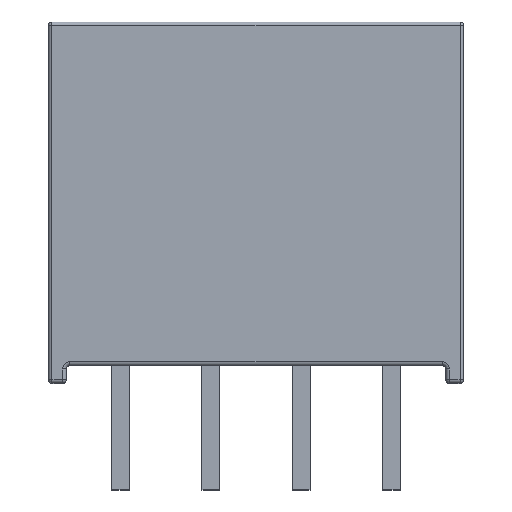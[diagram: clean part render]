
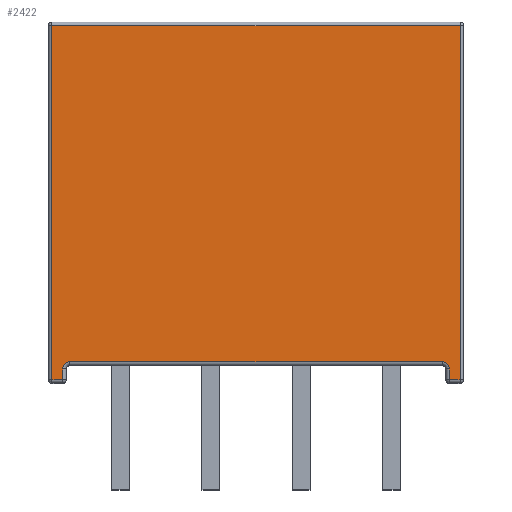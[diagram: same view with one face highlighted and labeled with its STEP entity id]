
A CAD part, top view. The second image highlights one B-rep face of the part: STEP entity #2422.
In plain terms, the highlighted planar face has unit normal (0, 0, 1).
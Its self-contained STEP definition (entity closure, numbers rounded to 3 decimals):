
#6 = AXIS2_PLACEMENT_3D ( 'NONE', #421, #1410, #2020 ) ;
#57 = VERTEX_POINT ( 'NONE', #2201 ) ;
#58 = CIRCLE ( 'NONE', #6, 0.2 ) ;
#68 = LINE ( 'NONE', #409, #2192 ) ;
#103 = EDGE_CURVE ( 'NONE', #339, #1429, #1786, .T. ) ;
#179 = DIRECTION ( 'NONE',  ( 1., 0., 0. ) ) ;
#192 = DIRECTION ( 'NONE',  ( 1., 0., 0. ) ) ;
#226 = VERTEX_POINT ( 'NONE', #1242 ) ;
#324 = CARTESIAN_POINT ( 'NONE',  ( -1.93, 10.06, 2. ) ) ;
#339 = VERTEX_POINT ( 'NONE', #2649 ) ;
#362 = ORIENTED_EDGE ( 'NONE', *, *, #1844, .F. ) ;
#409 = CARTESIAN_POINT ( 'NONE',  ( 9.55, 10.16, 2. ) ) ;
#421 = CARTESIAN_POINT ( 'NONE',  ( 9.05, 0.4, 2. ) ) ;
#440 = EDGE_CURVE ( 'NONE', #1429, #1029, #952, .T. ) ;
#442 = VECTOR ( 'NONE', #853, 1000. ) ;
#450 = VECTOR ( 'NONE', #2072, 1000. ) ;
#463 = VERTEX_POINT ( 'NONE', #2660 ) ;
#683 = FACE_OUTER_BOUND ( 'NONE', #2709, .T. ) ;
#707 = DIRECTION ( 'NONE',  ( -1., 0., 0. ) ) ;
#754 = DIRECTION ( 'NONE',  ( -1., 0., 0. ) ) ;
#772 = ORIENTED_EDGE ( 'NONE', *, *, #2655, .T. ) ;
#853 = DIRECTION ( 'NONE',  ( -1., 0., 0. ) ) ;
#903 = EDGE_CURVE ( 'NONE', #463, #1330, #1672, .T. ) ;
#911 = VECTOR ( 'NONE', #1050, 1000. ) ;
#942 = ORIENTED_EDGE ( 'NONE', *, *, #903, .T. ) ;
#952 = LINE ( 'NONE', #2685, #2659 ) ;
#1029 = VERTEX_POINT ( 'NONE', #2338 ) ;
#1039 = LINE ( 'NONE', #2442, #442 ) ;
#1048 = CARTESIAN_POINT ( 'NONE',  ( 9.25, 0.1, 2. ) ) ;
#1050 = DIRECTION ( 'NONE',  ( 1., 0., 0. ) ) ;
#1178 = VERTEX_POINT ( 'NONE', #324 ) ;
#1214 = ORIENTED_EDGE ( 'NONE', *, *, #103, .T. ) ;
#1225 = CARTESIAN_POINT ( 'NONE',  ( -2.03, 10.16, 2. ) ) ;
#1242 = CARTESIAN_POINT ( 'NONE',  ( 9.05, 0.6, 2. ) ) ;
#1246 = CARTESIAN_POINT ( 'NONE',  ( 9.25, 10.16, 2. ) ) ;
#1254 = LINE ( 'NONE', #1780, #911 ) ;
#1273 = CARTESIAN_POINT ( 'NONE',  ( -1.93, 10.16, 2. ) ) ;
#1285 = ORIENTED_EDGE ( 'NONE', *, *, #1296, .T. ) ;
#1296 = EDGE_CURVE ( 'NONE', #1029, #57, #68, .T. ) ;
#1319 = ORIENTED_EDGE ( 'NONE', *, *, #1816, .F. ) ;
#1330 = VERTEX_POINT ( 'NONE', #1768 ) ;
#1340 = ORIENTED_EDGE ( 'NONE', *, *, #1809, .T. ) ;
#1397 = CARTESIAN_POINT ( 'NONE',  ( -1.43, 0.4, 2. ) ) ;
#1410 = DIRECTION ( 'NONE',  ( 0., 0., 1. ) ) ;
#1429 = VERTEX_POINT ( 'NONE', #1048 ) ;
#1439 = VECTOR ( 'NONE', #179, 1000. ) ;
#1495 = CARTESIAN_POINT ( 'NONE',  ( -1.93, 0.1, 2. ) ) ;
#1529 = VERTEX_POINT ( 'NONE', #1495 ) ;
#1576 = AXIS2_PLACEMENT_3D ( 'NONE', #1225, #2820, #754 ) ;
#1635 = VERTEX_POINT ( 'NONE', #1696 ) ;
#1649 = VECTOR ( 'NONE', #1725, 1000. ) ;
#1664 = VECTOR ( 'NONE', #1739, 1000. ) ;
#1672 = LINE ( 'NONE', #2065, #450 ) ;
#1696 = CARTESIAN_POINT ( 'NONE',  ( -1.43, 0.6, 2. ) ) ;
#1725 = DIRECTION ( 'NONE',  ( 0., -1., 0. ) ) ;
#1739 = DIRECTION ( 'NONE',  ( 0., -1., 0. ) ) ;
#1763 = EDGE_CURVE ( 'NONE', #1178, #1529, #1900, .T. ) ;
#1768 = CARTESIAN_POINT ( 'NONE',  ( -1.63, 0.4, 2. ) ) ;
#1771 = EDGE_CURVE ( 'NONE', #57, #1178, #1039, .T. ) ;
#1780 = CARTESIAN_POINT ( 'NONE',  ( -2.03, 0.1, 2. ) ) ;
#1783 = CARTESIAN_POINT ( 'NONE',  ( 9.15, 0.6, 2. ) ) ;
#1786 = LINE ( 'NONE', #1246, #1649 ) ;
#1809 = EDGE_CURVE ( 'NONE', #1529, #463, #1254, .T. ) ;
#1816 = EDGE_CURVE ( 'NONE', #1635, #1330, #2923, .T. ) ;
#1844 = EDGE_CURVE ( 'NONE', #339, #226, #58, .T. ) ;
#1900 = LINE ( 'NONE', #1273, #1664 ) ;
#1907 = ORIENTED_EDGE ( 'NONE', *, *, #1771, .T. ) ;
#2020 = DIRECTION ( 'NONE',  ( -1., 0., 0. ) ) ;
#2065 = CARTESIAN_POINT ( 'NONE',  ( -1.63, 10.16, 2. ) ) ;
#2072 = DIRECTION ( 'NONE',  ( 0., 1., 0. ) ) ;
#2185 = DIRECTION ( 'NONE',  ( 0., 1., 0. ) ) ;
#2192 = VECTOR ( 'NONE', #2185, 1000. ) ;
#2201 = CARTESIAN_POINT ( 'NONE',  ( 9.55, 10.06, 2. ) ) ;
#2205 = ORIENTED_EDGE ( 'NONE', *, *, #1763, .T. ) ;
#2338 = CARTESIAN_POINT ( 'NONE',  ( 9.55, 0.1, 2. ) ) ;
#2349 = ORIENTED_EDGE ( 'NONE', *, *, #440, .T. ) ;
#2422 = ADVANCED_FACE ( 'NONE', ( #683 ), #2810, .F. ) ;
#2442 = CARTESIAN_POINT ( 'NONE',  ( -2.03, 10.06, 2. ) ) ;
#2649 = CARTESIAN_POINT ( 'NONE',  ( 9.25, 0.4, 2. ) ) ;
#2655 = EDGE_CURVE ( 'NONE', #1635, #226, #2750, .T. ) ;
#2659 = VECTOR ( 'NONE', #192, 1000. ) ;
#2660 = CARTESIAN_POINT ( 'NONE',  ( -1.63, 0.1, 2. ) ) ;
#2685 = CARTESIAN_POINT ( 'NONE',  ( -2.03, 0.1, 2. ) ) ;
#2695 = DIRECTION ( 'NONE',  ( 0., 0., 1. ) ) ;
#2709 = EDGE_LOOP ( 'NONE', ( #362, #1214, #2349, #1285, #1907, #2205, #1340, #942, #1319, #772 ) ) ;
#2750 = LINE ( 'NONE', #1783, #1439 ) ;
#2810 = PLANE ( 'NONE',  #1576 ) ;
#2820 = DIRECTION ( 'NONE',  ( 0., 0., -1. ) ) ;
#2895 = AXIS2_PLACEMENT_3D ( 'NONE', #1397, #2695, #707 ) ;
#2923 = CIRCLE ( 'NONE', #2895, 0.2 ) ;
